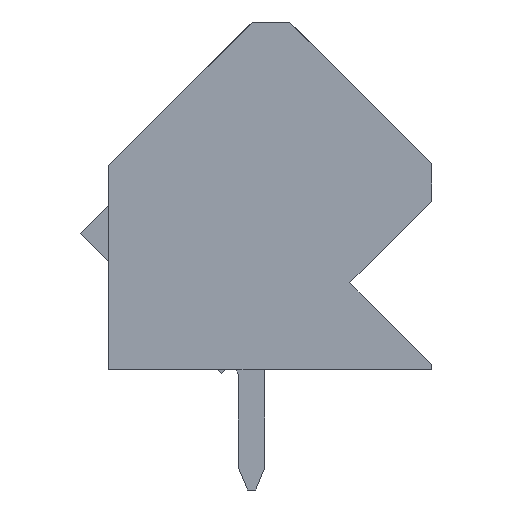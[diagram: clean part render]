
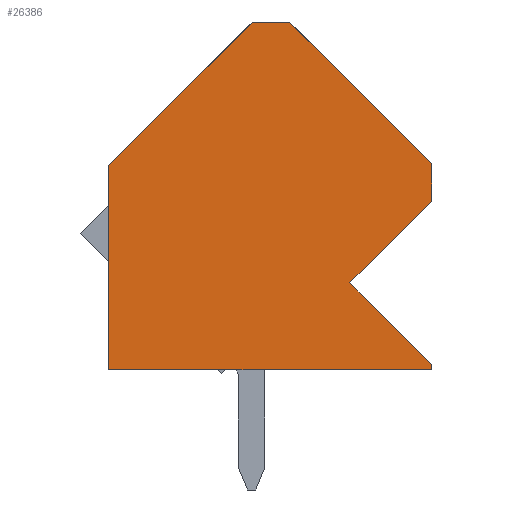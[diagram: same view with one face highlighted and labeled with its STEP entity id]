
A CAD part, left-side view. The second image highlights one B-rep face of the part: STEP entity #26386.
In plain terms, the highlighted planar face has unit normal (-1, 0, 0).
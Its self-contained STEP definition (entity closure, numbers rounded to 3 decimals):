
#26342=AXIS2_PLACEMENT_3D('Plane Axis2P3D',#26339,#26340,#26341) ;
#17332=CARTESIAN_POINT('Vertex',(0.,12.093,4.5)) ;
#17335=CARTESIAN_POINT('Line Origine',(0.,12.093,8.327)) ;
#17339=CARTESIAN_POINT('Vertex',(0.,12.092,12.153)) ;
#19860=CARTESIAN_POINT('Vertex',(0.,5.303,17.528)) ;
#19863=CARTESIAN_POINT('Line Origine',(0.,2.652,14.876)) ;
#19867=CARTESIAN_POINT('Vertex',(0.,0.,12.224)) ;
#26137=CARTESIAN_POINT('Vertex',(0.,0.,4.5)) ;
#26140=CARTESIAN_POINT('Line Origine',(0.,6.046,4.5)) ;
#26162=CARTESIAN_POINT('Line Origine',(0.,9.405,14.84)) ;
#26166=CARTESIAN_POINT('Vertex',(0.,6.718,17.528)) ;
#26339=CARTESIAN_POINT('Axis2P3D Location',(0.,0.,1.3)) ;
#26344=CARTESIAN_POINT('Line Origine',(0.,6.01,17.528)) ;
#26349=CARTESIAN_POINT('Line Origine',(0.,0.,4.6)) ;
#26353=CARTESIAN_POINT('Vertex',(0.,0.001,4.7)) ;
#26356=CARTESIAN_POINT('Line Origine',(0.,1.528,6.227)) ;
#26360=CARTESIAN_POINT('Vertex',(0.,3.055,7.755)) ;
#26363=CARTESIAN_POINT('Line Origine',(0.,1.528,9.283)) ;
#26367=CARTESIAN_POINT('Vertex',(0.,0.,10.81)) ;
#26370=CARTESIAN_POINT('Line Origine',(0.,0.,11.517)) ;
#17336=DIRECTION('Vector Direction',(0.,0.,1.)) ;
#19864=DIRECTION('Vector Direction',(0.,-0.707,-0.707)) ;
#26141=DIRECTION('Vector Direction',(0.,1.,0.)) ;
#26163=DIRECTION('Vector Direction',(0.,-0.707,0.707)) ;
#26340=DIRECTION('Axis2P3D Direction',(-1.,0.,0.)) ;
#26341=DIRECTION('Axis2P3D XDirection',(0.,0.,1.)) ;
#26345=DIRECTION('Vector Direction',(0.,-1.,0.)) ;
#26350=DIRECTION('Vector Direction',(0.,-0.004,-1.)) ;
#26357=DIRECTION('Vector Direction',(0.,-0.707,-0.707)) ;
#26364=DIRECTION('Vector Direction',(0.,0.707,-0.707)) ;
#26371=DIRECTION('Vector Direction',(0.,0.,-1.)) ;
#17337=VECTOR('Line Direction',#17336,1.) ;
#19865=VECTOR('Line Direction',#19864,1.) ;
#26142=VECTOR('Line Direction',#26141,1.) ;
#26164=VECTOR('Line Direction',#26163,1.) ;
#26346=VECTOR('Line Direction',#26345,1.) ;
#26351=VECTOR('Line Direction',#26350,1.) ;
#26358=VECTOR('Line Direction',#26357,1.) ;
#26365=VECTOR('Line Direction',#26364,1.) ;
#26372=VECTOR('Line Direction',#26371,1.) ;
#26376=ORIENTED_EDGE('',*,*,#26348,.T.) ;
#26377=ORIENTED_EDGE('',*,*,#26168,.T.) ;
#26378=ORIENTED_EDGE('',*,*,#17341,.T.) ;
#26379=ORIENTED_EDGE('',*,*,#26144,.T.) ;
#26380=ORIENTED_EDGE('',*,*,#26355,.T.) ;
#26381=ORIENTED_EDGE('',*,*,#26362,.T.) ;
#26382=ORIENTED_EDGE('',*,*,#26369,.T.) ;
#26383=ORIENTED_EDGE('',*,*,#26374,.T.) ;
#26384=ORIENTED_EDGE('',*,*,#19869,.T.) ;
#26386=ADVANCED_FACE('HOUSING',(#26385),#26343,.T.) ;
#17341=EDGE_CURVE('',#17340,#17333,#17338,.F.) ;
#19869=EDGE_CURVE('',#19868,#19861,#19866,.F.) ;
#26144=EDGE_CURVE('',#17333,#26138,#26143,.F.) ;
#26168=EDGE_CURVE('',#26167,#17340,#26165,.F.) ;
#26348=EDGE_CURVE('',#19861,#26167,#26347,.F.) ;
#26355=EDGE_CURVE('',#26138,#26354,#26352,.F.) ;
#26362=EDGE_CURVE('',#26354,#26361,#26359,.F.) ;
#26369=EDGE_CURVE('',#26361,#26368,#26366,.F.) ;
#26374=EDGE_CURVE('',#26368,#19868,#26373,.F.) ;
#26375=EDGE_LOOP('',(#26376,#26377,#26378,#26379,#26380,#26381,#26382,#26383,#26384)) ;
#26385=FACE_OUTER_BOUND('',#26375,.T.) ;
#17338=LINE('Line',#17335,#17337) ;
#19866=LINE('Line',#19863,#19865) ;
#26143=LINE('Line',#26140,#26142) ;
#26165=LINE('Line',#26162,#26164) ;
#26347=LINE('Line',#26344,#26346) ;
#26352=LINE('Line',#26349,#26351) ;
#26359=LINE('Line',#26356,#26358) ;
#26366=LINE('Line',#26363,#26365) ;
#26373=LINE('Line',#26370,#26372) ;
#26343=PLANE('',#26342) ;
#17333=VERTEX_POINT('',#17332) ;
#17340=VERTEX_POINT('',#17339) ;
#19861=VERTEX_POINT('',#19860) ;
#19868=VERTEX_POINT('',#19867) ;
#26138=VERTEX_POINT('',#26137) ;
#26167=VERTEX_POINT('',#26166) ;
#26354=VERTEX_POINT('',#26353) ;
#26361=VERTEX_POINT('',#26360) ;
#26368=VERTEX_POINT('',#26367) ;
